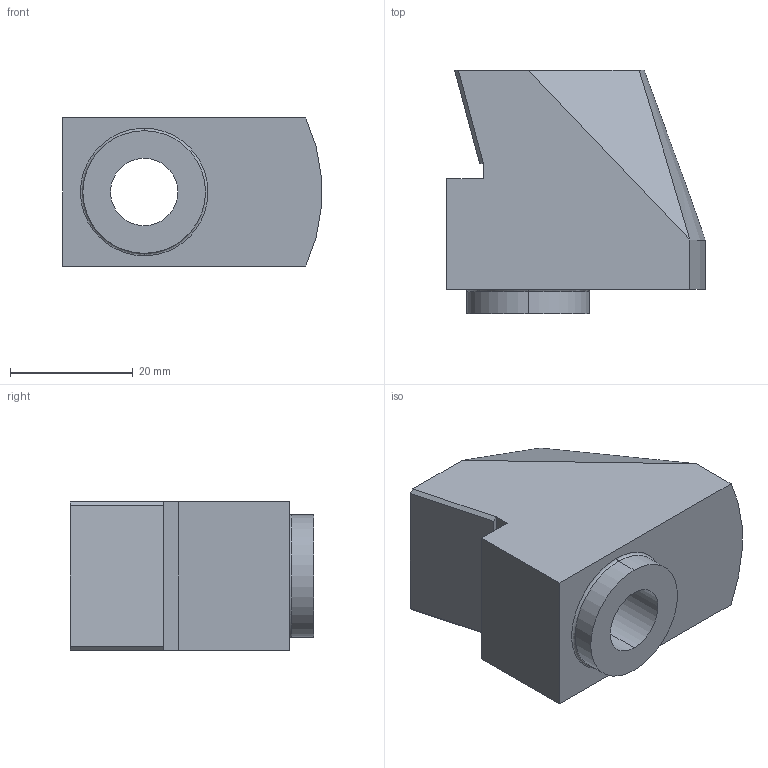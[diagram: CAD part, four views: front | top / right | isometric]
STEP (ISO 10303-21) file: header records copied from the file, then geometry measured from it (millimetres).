
FILE_DESCRIPTION (( 'STEP AP214' ), '1' );
FILE_NAME ('1703.310.stp', '2018-03-26T12:08:20', ( '' ), ( '' ), 'SwSTEP 2.0', 'SolidWorks 2016', '' );
FILE_SCHEMA (( 'AUTOMOTIVE_DESIGN' ));
Length unit declared in the file: millimetre
Products named in the file (1): 1703.310
Bounding box: 42.19 x 39.7 x 24.15 mm (x, y, z)
Volume: 25930.3 mm3; surface area: 7503.5 mm2
Topology: 1 solids, 1 shells, 25 faces, 59 edges, 38 vertices
Faces by surface type: plane 15, cylinder 7, bspline 2, cone 1
Entity records: 966 total; most frequent: CARTESIAN_POINT 349, DIRECTION 120, ORIENTED_EDGE 118, EDGE_CURVE 59, AXIS2_PLACEMENT_3D 41, LINE 38, VECTOR 38, VERTEX_POINT 38
